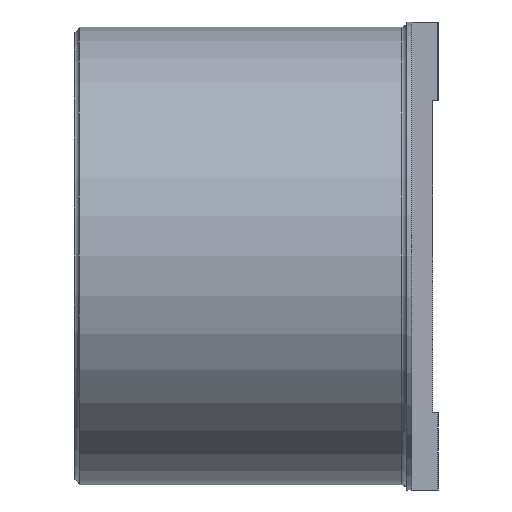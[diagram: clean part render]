
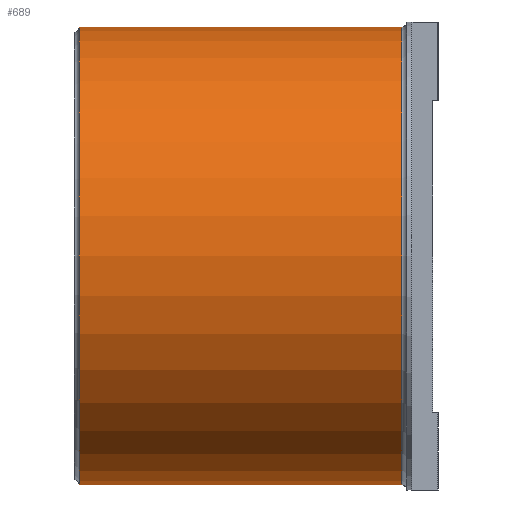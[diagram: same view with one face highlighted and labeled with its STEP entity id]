
A CAD part, left-side view. The second image highlights one B-rep face of the part: STEP entity #689.
In plain terms, the highlighted cylindrical face has radius 88 mm (diameter 176 mm), a partial arc.
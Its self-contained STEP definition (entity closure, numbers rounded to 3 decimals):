
#62 = ORIENTED_EDGE ( 'NONE', *, *, #641, .T. ) ;
#67 = CIRCLE ( 'NONE', #249, 88. ) ;
#69 = CARTESIAN_POINT ( 'NONE',  ( 0., 12., -88. ) ) ;
#89 = EDGE_CURVE ( 'NONE', #368, #508, #616, .T. ) ;
#123 = DIRECTION ( 'NONE',  ( 0., 1., 0. ) ) ;
#182 = VECTOR ( 'NONE', #320, 1000. ) ;
#202 = CARTESIAN_POINT ( 'NONE',  ( 0., 12., 88. ) ) ;
#214 = CIRCLE ( 'NONE', #730, 88. ) ;
#221 = CARTESIAN_POINT ( 'NONE',  ( 0., 14., -88. ) ) ;
#222 = VERTEX_POINT ( 'NONE', #676 ) ;
#249 = AXIS2_PLACEMENT_3D ( 'NONE', #479, #723, #358 ) ;
#263 = LINE ( 'NONE', #202, #182 ) ;
#312 = EDGE_CURVE ( 'NONE', #530, #508, #67, .T. ) ;
#317 = DIRECTION ( 'NONE',  ( 0., 1., 0. ) ) ;
#320 = DIRECTION ( 'NONE',  ( 0., 1., 0. ) ) ;
#348 = DIRECTION ( 'NONE',  ( 0., 0., 1. ) ) ;
#351 = CARTESIAN_POINT ( 'NONE',  ( 0., 138., 88. ) ) ;
#355 = DIRECTION ( 'NONE',  ( 0., 1., 0. ) ) ;
#358 = DIRECTION ( 'NONE',  ( 0., 0., 1. ) ) ;
#361 = ORIENTED_EDGE ( 'NONE', *, *, #312, .T. ) ;
#368 = VERTEX_POINT ( 'NONE', #221 ) ;
#382 = CARTESIAN_POINT ( 'NONE',  ( 0., 138., -88. ) ) ;
#407 = DIRECTION ( 'NONE',  ( 0., 0., 1. ) ) ;
#415 = FACE_OUTER_BOUND ( 'NONE', #612, .T. ) ;
#427 = EDGE_CURVE ( 'NONE', #222, #530, #263, .T. ) ;
#454 = AXIS2_PLACEMENT_3D ( 'NONE', #713, #355, #407 ) ;
#479 = CARTESIAN_POINT ( 'NONE',  ( 0., 138., 0. ) ) ;
#508 = VERTEX_POINT ( 'NONE', #382 ) ;
#530 = VERTEX_POINT ( 'NONE', #351 ) ;
#548 = ORIENTED_EDGE ( 'NONE', *, *, #427, .T. ) ;
#607 = ORIENTED_EDGE ( 'NONE', *, *, #89, .F. ) ;
#612 = EDGE_LOOP ( 'NONE', ( #607, #62, #548, #361 ) ) ;
#616 = LINE ( 'NONE', #69, #637 ) ;
#637 = VECTOR ( 'NONE', #317, 1000. ) ;
#641 = EDGE_CURVE ( 'NONE', #368, #222, #214, .T. ) ;
#664 = CYLINDRICAL_SURFACE ( 'NONE', #454, 88. ) ;
#676 = CARTESIAN_POINT ( 'NONE',  ( 0., 14., 88. ) ) ;
#689 = ADVANCED_FACE ( 'NONE', ( #415 ), #664, .T. ) ;
#713 = CARTESIAN_POINT ( 'NONE',  ( 0., 12., 0. ) ) ;
#719 = CARTESIAN_POINT ( 'NONE',  ( 0., 14., 0. ) ) ;
#723 = DIRECTION ( 'NONE',  ( 0., -1., 0. ) ) ;
#730 = AXIS2_PLACEMENT_3D ( 'NONE', #719, #123, #348 ) ;
